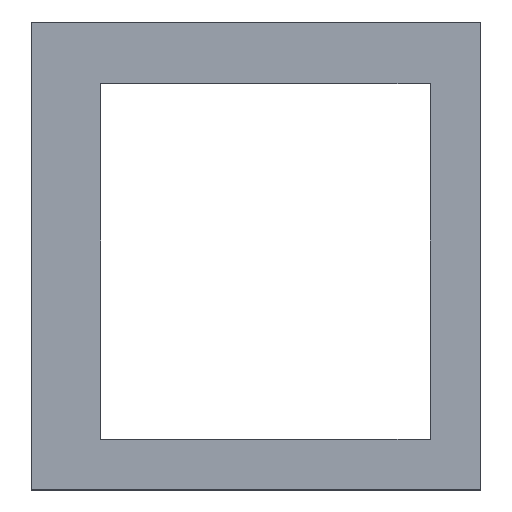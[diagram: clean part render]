
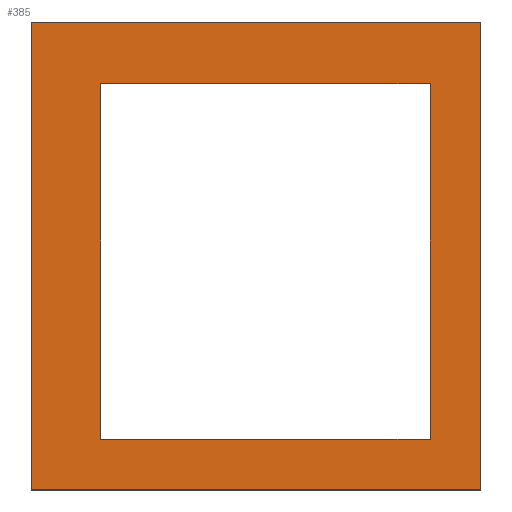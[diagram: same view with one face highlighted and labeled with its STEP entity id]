
A CAD part, top view. The second image highlights one B-rep face of the part: STEP entity #385.
In plain terms, the highlighted planar face has unit normal (0, 0, 1).
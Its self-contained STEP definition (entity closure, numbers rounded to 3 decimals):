
#113=CARTESIAN_POINT('',(-8.288,9.45,0.138));
#114=VERTEX_POINT('',#113);
#121=CARTESIAN_POINT('',(-8.288,-9.55,0.138));
#122=VERTEX_POINT('',#121);
#123=CARTESIAN_POINT('',(-8.288,9.45,0.138));
#124=DIRECTION('',(0.,-1.,0.));
#125=VECTOR('',#124,19.);
#126=LINE('',#123,#125);
#127=EDGE_CURVE('',#114,#122,#126,.T.);
#152=CARTESIAN_POINT('',(9.312,-9.55,0.138));
#153=VERTEX_POINT('',#152);
#154=CARTESIAN_POINT('',(-8.288,-9.55,0.138));
#155=DIRECTION('',(1.,0.,-0.));
#156=VECTOR('',#155,17.6);
#157=LINE('',#154,#156);
#158=EDGE_CURVE('',#122,#153,#157,.T.);
#183=CARTESIAN_POINT('',(9.312,9.45,0.138));
#184=VERTEX_POINT('',#183);
#185=CARTESIAN_POINT('',(9.312,-9.55,0.138));
#186=DIRECTION('',(0.,1.,0.));
#187=VECTOR('',#186,19.);
#188=LINE('',#185,#187);
#189=EDGE_CURVE('',#153,#184,#188,.T.);
#291=CARTESIAN_POINT('',(9.312,9.45,0.138));
#292=DIRECTION('',(-1.,0.,0.));
#293=VECTOR('',#292,17.6);
#294=LINE('',#291,#293);
#295=EDGE_CURVE('',#184,#114,#294,.T.);
#340=CARTESIAN_POINT('',(-1.138,-12.25,0.138));
#341=DIRECTION('',(0.,0.,1.));
#342=DIRECTION('',(1.,0.,-0.));
#343=AXIS2_PLACEMENT_3D('',#340,#341,#342);
#344=PLANE('',#343);
#345=ORIENTED_EDGE('',*,*,#295,.F.);
#346=ORIENTED_EDGE('',*,*,#189,.F.);
#347=ORIENTED_EDGE('',*,*,#158,.F.);
#348=ORIENTED_EDGE('',*,*,#127,.F.);
#349=EDGE_LOOP('',(#345,#346,#347,#348));
#350=FACE_BOUND('',#349,.T.);
#351=CARTESIAN_POINT('',(-11.988,12.75,0.138));
#352=VERTEX_POINT('',#351);
#353=CARTESIAN_POINT('',(-11.988,-12.25,0.138));
#354=VERTEX_POINT('',#353);
#355=CARTESIAN_POINT('',(-11.988,12.75,0.138));
#356=DIRECTION('',(0.,-1.,0.));
#357=VECTOR('',#356,25.);
#358=LINE('',#355,#357);
#359=EDGE_CURVE('',#352,#354,#358,.T.);
#360=ORIENTED_EDGE('',*,*,#359,.T.);
#361=CARTESIAN_POINT('',(12.012,-12.25,0.138));
#362=VERTEX_POINT('',#361);
#363=CARTESIAN_POINT('',(-11.988,-12.25,0.138));
#364=DIRECTION('',(1.,0.,-0.));
#365=VECTOR('',#364,24.);
#366=LINE('',#363,#365);
#367=EDGE_CURVE('',#354,#362,#366,.T.);
#368=ORIENTED_EDGE('',*,*,#367,.T.);
#369=CARTESIAN_POINT('',(12.012,12.75,0.138));
#370=VERTEX_POINT('',#369);
#371=CARTESIAN_POINT('',(12.012,-12.25,0.138));
#372=DIRECTION('',(0.,1.,0.));
#373=VECTOR('',#372,25.);
#374=LINE('',#371,#373);
#375=EDGE_CURVE('',#362,#370,#374,.T.);
#376=ORIENTED_EDGE('',*,*,#375,.T.);
#377=CARTESIAN_POINT('',(12.012,12.75,0.138));
#378=DIRECTION('',(-1.,0.,0.));
#379=VECTOR('',#378,24.);
#380=LINE('',#377,#379);
#381=EDGE_CURVE('',#370,#352,#380,.T.);
#382=ORIENTED_EDGE('',*,*,#381,.T.);
#383=EDGE_LOOP('',(#360,#368,#376,#382));
#384=FACE_BOUND('',#383,.T.);
#385=ADVANCED_FACE('',(#350,#384),#344,.T.);
